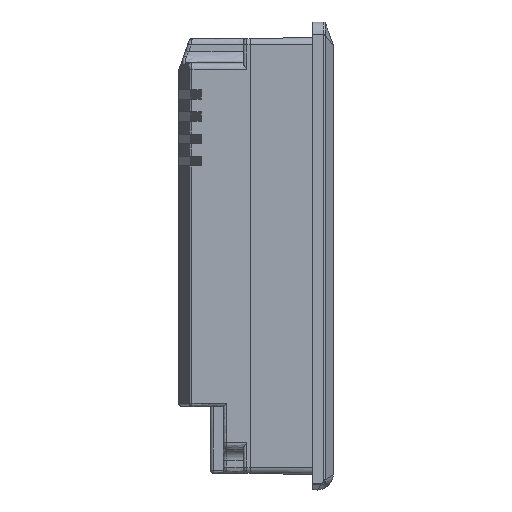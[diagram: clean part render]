
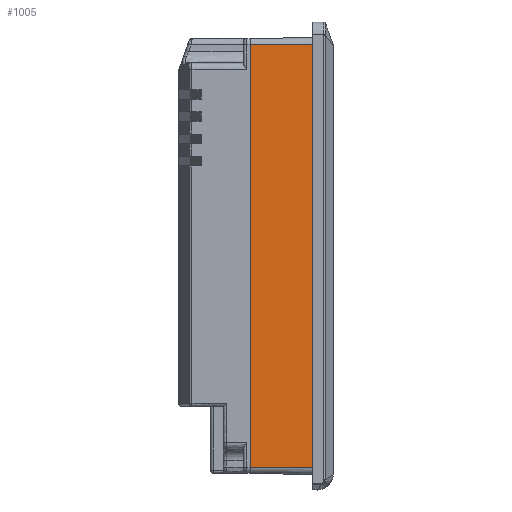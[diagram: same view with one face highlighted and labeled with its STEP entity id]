
A CAD part, left-side view. The second image highlights one B-rep face of the part: STEP entity #1005.
In plain terms, the highlighted planar face has unit normal (-1, 0.018, 0).
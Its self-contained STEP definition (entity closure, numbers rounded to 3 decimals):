
#1005=ADVANCED_FACE('',(#2621),#25586,.T.);
#2621=FACE_OUTER_BOUND('',#4201,.T.);
#4201=EDGE_LOOP('',(#9816,#9817,#9818,#9819));
#9816=ORIENTED_EDGE('',*,*,#15834,.F.);
#9817=ORIENTED_EDGE('',*,*,#15822,.F.);
#9818=ORIENTED_EDGE('',*,*,#15835,.F.);
#9819=ORIENTED_EDGE('',*,*,#15832,.F.);
#15822=EDGE_CURVE('',#23446,#23445,#20388,.T.);
#15832=EDGE_CURVE('',#23449,#23450,#20393,.T.);
#15834=EDGE_CURVE('',#23445,#23449,#20394,.T.);
#15835=EDGE_CURVE('',#23450,#23446,#20395,.T.);
#20388=B_SPLINE_CURVE_WITH_KNOTS('',1,(#47948,#47949),.UNSPECIFIED.,.F.,
 .F.,(2,2),(-21.772,0.),.UNSPECIFIED.);
#20393=B_SPLINE_CURVE_WITH_KNOTS('',1,(#48144,#48145),.UNSPECIFIED.,.F.,
 .F.,(2,2),(-21.772,0.),.UNSPECIFIED.);
#20394=B_SPLINE_CURVE_WITH_KNOTS('',1,(#48151,#48152),.UNSPECIFIED.,.F.,
 .F.,(2,2),(-132.5,0.),.UNSPECIFIED.);
#20395=B_SPLINE_CURVE_WITH_KNOTS('',1,(#48153,#48154),.UNSPECIFIED.,.F.,
 .F.,(2,2),(0.,132.5),.UNSPECIFIED.);
#23445=VERTEX_POINT('',#46999);
#23446=VERTEX_POINT('',#47000);
#23449=VERTEX_POINT('',#47003);
#23450=VERTEX_POINT('',#47004);
#25586=PLANE('',#26751);
#26751=AXIS2_PLACEMENT_3D('',#44354,#27900,$);
#27900=DIRECTION('',(-1.,0.017,0.));
#44354=CARTESIAN_POINT('',(-91.922,-91.251,-2.801));
#46999=CARTESIAN_POINT('',(-91.881,-88.768,143.25));
#47000=CARTESIAN_POINT('',(-91.499,-67.,143.25));
#47003=CARTESIAN_POINT('',(-91.881,-88.768,10.75));
#47004=CARTESIAN_POINT('',(-91.499,-67.,10.75));
#47948=CARTESIAN_POINT('',(-91.499,-67.,143.25));
#47949=CARTESIAN_POINT('',(-91.881,-88.768,143.25));
#48144=CARTESIAN_POINT('',(-91.881,-88.768,10.75));
#48145=CARTESIAN_POINT('',(-91.499,-67.,10.75));
#48151=CARTESIAN_POINT('',(-91.881,-88.768,143.25));
#48152=CARTESIAN_POINT('',(-91.881,-88.768,10.75));
#48153=CARTESIAN_POINT('',(-91.499,-67.,10.75));
#48154=CARTESIAN_POINT('',(-91.499,-67.,143.25));
